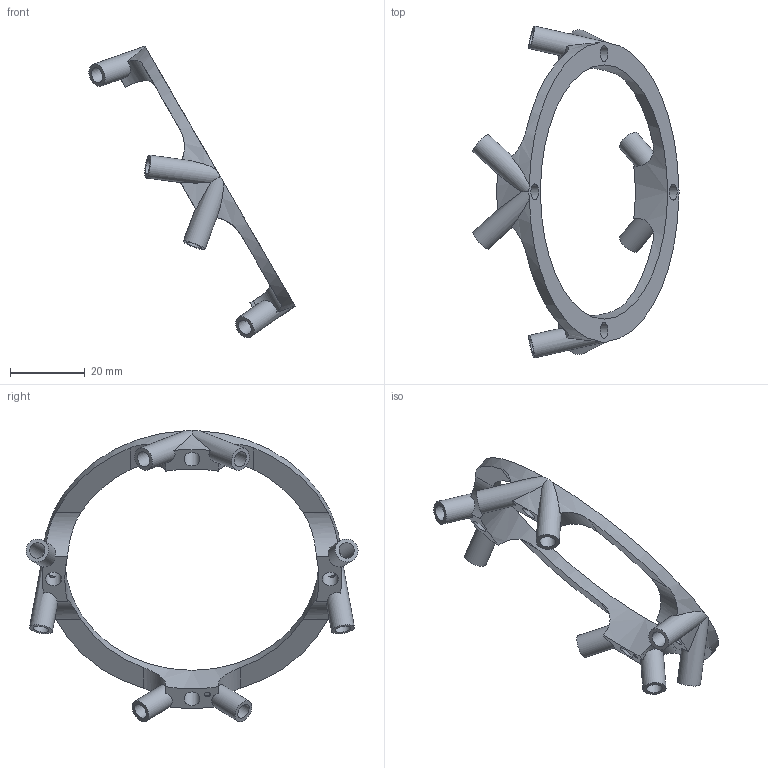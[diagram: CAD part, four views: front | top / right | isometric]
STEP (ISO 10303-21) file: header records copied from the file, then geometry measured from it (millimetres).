
FILE_DESCRIPTION(/* description */ (''),/* implementation_level */ '2;1');
FILE_NAME(/* name */ 'Support RTG.stp',/* time_stamp */ '2020-12-11T16:25:50+01:00',/* author */ (''),/* organization */ (''),/* preprocessor_version */ 'ST-DEVELOPER v18.1',/* originating_system */ 'Autodesk Translation Framework v9.7.1.1290',/* authorisation */ '');
FILE_SCHEMA (('AUTOMOTIVE_DESIGN { 1 0 10303 214 3 1 1 }'));
Length unit declared in the file: millimetre
Products named in the file (1): Support RTG
Bounding box: 55.1 x 88.79 x 77.98 mm (x, y, z)
Volume: 7611.6 mm3; surface area: 8916 mm2
Topology: 1 solids, 1 shells, 66 faces, 206 edges, 140 vertices
Faces by surface type: cylinder 38, plane 28
Full cylindrical faces by diameter (mm): 1.5 x1, 4.2 x12, 6.2 x8, 68 x1
Entity records: 2752 total; most frequent: CARTESIAN_POINT 814, ORIENTED_EDGE 412, DIRECTION 402, EDGE_CURVE 206, AXIS2_PLACEMENT_3D 179, VERTEX_POINT 140, EDGE_LOOP 90, FACE_OUTER_BOUND 66
